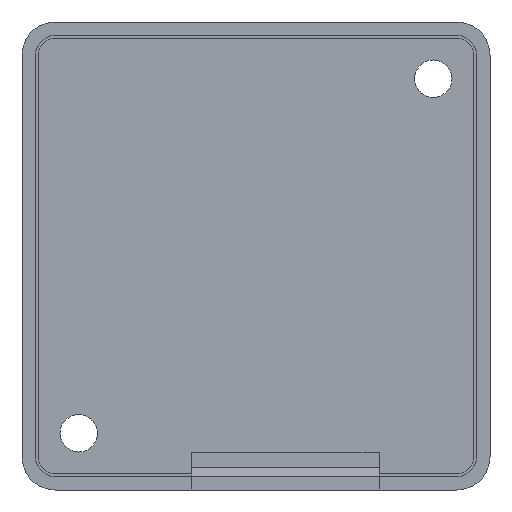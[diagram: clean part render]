
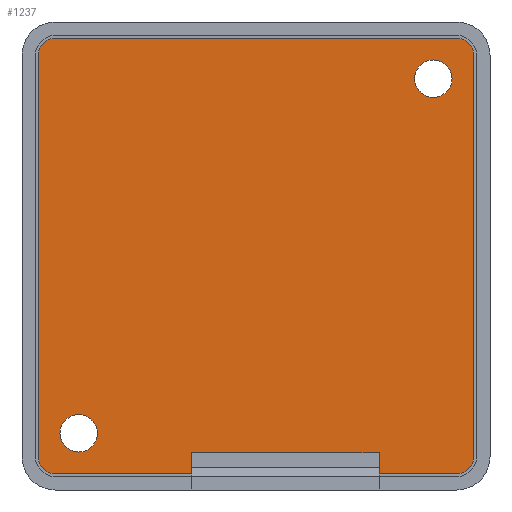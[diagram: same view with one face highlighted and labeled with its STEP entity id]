
A CAD part, front view. The second image highlights one B-rep face of the part: STEP entity #1237.
In plain terms, the highlighted planar face has unit normal (0, -1, 0).
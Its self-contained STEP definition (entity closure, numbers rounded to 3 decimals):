
#17 = FACE_BOUND ( 'NONE', #1374, .T. ) ;
#53 = DIRECTION ( 'NONE',  ( 0., -1., 0. ) ) ;
#106 = DIRECTION ( 'NONE',  ( 0., -1., 0. ) ) ;
#133 = LINE ( 'NONE', #1529, #1699 ) ;
#201 = DIRECTION ( 'NONE',  ( 0., 0., -1. ) ) ;
#234 = ORIENTED_EDGE ( 'NONE', *, *, #2723, .T. ) ;
#240 = AXIS2_PLACEMENT_3D ( 'NONE', #2843, #1404, #1763 ) ;
#300 = VECTOR ( 'NONE', #303, 1000. ) ;
#303 = DIRECTION ( 'NONE',  ( 0., 0., -1. ) ) ;
#357 = EDGE_CURVE ( 'NONE', #2319, #2304, #955, .T. ) ;
#424 = VERTEX_POINT ( 'NONE', #3158 ) ;
#437 = CARTESIAN_POINT ( 'NONE',  ( -13.258, 0., -11.858 ) ) ;
#439 = EDGE_LOOP ( 'NONE', ( #2313, #3696 ) ) ;
#472 = VECTOR ( 'NONE', #709, 1000. ) ;
#603 = CIRCLE ( 'NONE', #4162, 1.4 ) ;
#609 = VECTOR ( 'NONE', #780, 1000. ) ;
#610 = EDGE_CURVE ( 'NONE', #923, #2527, #133, .T. ) ;
#614 = EDGE_CURVE ( 'NONE', #2319, #1627, #751, .T. ) ;
#642 = ORIENTED_EDGE ( 'NONE', *, *, #815, .T. ) ;
#702 = CIRCLE ( 'NONE', #2224, 1.3 ) ;
#706 = DIRECTION ( 'NONE',  ( 0., 0., -1. ) ) ;
#709 = DIRECTION ( 'NONE',  ( 0., 0., -1. ) ) ;
#720 = CARTESIAN_POINT ( 'NONE',  ( 9.2, 0., -14.7 ) ) ;
#733 = CARTESIAN_POINT ( 'NONE',  ( 15., 0., 15. ) ) ;
#751 = LINE ( 'NONE', #3202, #609 ) ;
#761 = EDGE_CURVE ( 'NONE', #1627, #3187, #3977, .T. ) ;
#766 = CARTESIAN_POINT ( 'NONE',  ( 15., 0., -16.3 ) ) ;
#767 = AXIS2_PLACEMENT_3D ( 'NONE', #733, #2118, #2096 ) ;
#780 = DIRECTION ( 'NONE',  ( 0., 0., 1. ) ) ;
#815 = EDGE_CURVE ( 'NONE', #4186, #849, #3745, .T. ) ;
#849 = VERTEX_POINT ( 'NONE', #2089 ) ;
#911 = DIRECTION ( 'NONE',  ( 0., 0., -1. ) ) ;
#923 = VERTEX_POINT ( 'NONE', #1721 ) ;
#933 = CARTESIAN_POINT ( 'NONE',  ( -4.8, 0., -14.7 ) ) ;
#955 = LINE ( 'NONE', #2614, #1765 ) ;
#1080 = CARTESIAN_POINT ( 'NONE',  ( 15., 0., -15. ) ) ;
#1117 = CIRCLE ( 'NONE', #3439, 1.4 ) ;
#1119 = PLANE ( 'NONE',  #3738 ) ;
#1137 = DIRECTION ( 'NONE',  ( 1., 0., 0. ) ) ;
#1154 = CARTESIAN_POINT ( 'NONE',  ( -13.258, 0., -13.258 ) ) ;
#1155 = VERTEX_POINT ( 'NONE', #3034 ) ;
#1168 = ORIENTED_EDGE ( 'NONE', *, *, #2091, .F. ) ;
#1190 = ORIENTED_EDGE ( 'NONE', *, *, #610, .T. ) ;
#1205 = DIRECTION ( 'NONE',  ( 0., -1., 0. ) ) ;
#1237 = ADVANCED_FACE ( 'NONE', ( #4165, #17, #3525 ), #1119, .T. ) ;
#1287 = CARTESIAN_POINT ( 'NONE',  ( -4.8, 0., -16.3 ) ) ;
#1306 = CARTESIAN_POINT ( 'NONE',  ( 16.3, 0., 15. ) ) ;
#1359 = EDGE_CURVE ( 'NONE', #2598, #1155, #3316, .T. ) ;
#1371 = CARTESIAN_POINT ( 'NONE',  ( -15., 0., 15. ) ) ;
#1374 = EDGE_LOOP ( 'NONE', ( #3684, #3193 ) ) ;
#1404 = DIRECTION ( 'NONE',  ( 0., -1., 0. ) ) ;
#1436 = VERTEX_POINT ( 'NONE', #437 ) ;
#1447 = CARTESIAN_POINT ( 'NONE',  ( 13.258, 0., 13.258 ) ) ;
#1451 = CARTESIAN_POINT ( 'NONE',  ( 15., 0., 16.3 ) ) ;
#1529 = CARTESIAN_POINT ( 'NONE',  ( -15., 0., -16.3 ) ) ;
#1548 = CARTESIAN_POINT ( 'NONE',  ( 13.258, 0., 13.258 ) ) ;
#1574 = CARTESIAN_POINT ( 'NONE',  ( -13.258, 0., -13.258 ) ) ;
#1627 = VERTEX_POINT ( 'NONE', #720 ) ;
#1631 = CARTESIAN_POINT ( 'NONE',  ( -4.8, 0., -14.7 ) ) ;
#1653 = LINE ( 'NONE', #4472, #300 ) ;
#1662 = DIRECTION ( 'NONE',  ( 1., 0., 0. ) ) ;
#1699 = VECTOR ( 'NONE', #1137, 1000. ) ;
#1704 = LINE ( 'NONE', #3047, #4160 ) ;
#1721 = CARTESIAN_POINT ( 'NONE',  ( -15., 0., -16.3 ) ) ;
#1726 = VERTEX_POINT ( 'NONE', #1992 ) ;
#1747 = CARTESIAN_POINT ( 'NONE',  ( 0., 0., 0. ) ) ;
#1763 = DIRECTION ( 'NONE',  ( 1., 0., 0. ) ) ;
#1765 = VECTOR ( 'NONE', #1662, 1000. ) ;
#1817 = CARTESIAN_POINT ( 'NONE',  ( 9.2, 0., -16.3 ) ) ;
#1854 = LINE ( 'NONE', #1451, #3072 ) ;
#1876 = EDGE_CURVE ( 'NONE', #2304, #2643, #702, .T. ) ;
#1928 = DIRECTION ( 'NONE',  ( -1., 0., 0. ) ) ;
#1992 = CARTESIAN_POINT ( 'NONE',  ( 13.258, 0., 11.858 ) ) ;
#2089 = CARTESIAN_POINT ( 'NONE',  ( -16.3, 0., -15. ) ) ;
#2091 = EDGE_CURVE ( 'NONE', #3187, #2527, #1653, .T. ) ;
#2096 = DIRECTION ( 'NONE',  ( 1., 0., 0. ) ) ;
#2118 = DIRECTION ( 'NONE',  ( 0., -1., 0. ) ) ;
#2224 = AXIS2_PLACEMENT_3D ( 'NONE', #1080, #2458, #3901 ) ;
#2304 = VERTEX_POINT ( 'NONE', #766 ) ;
#2313 = ORIENTED_EDGE ( 'NONE', *, *, #4260, .F. ) ;
#2319 = VERTEX_POINT ( 'NONE', #1817 ) ;
#2346 = ORIENTED_EDGE ( 'NONE', *, *, #1876, .T. ) ;
#2414 = AXIS2_PLACEMENT_3D ( 'NONE', #1447, #53, #706 ) ;
#2458 = DIRECTION ( 'NONE',  ( 0., -1., 0. ) ) ;
#2493 = DIRECTION ( 'NONE',  ( -1., 0., 0. ) ) ;
#2499 = DIRECTION ( 'NONE',  ( 0., -1., 0. ) ) ;
#2527 = VERTEX_POINT ( 'NONE', #1287 ) ;
#2547 = ORIENTED_EDGE ( 'NONE', *, *, #761, .F. ) ;
#2572 = VECTOR ( 'NONE', #1928, 1000. ) ;
#2574 = VERTEX_POINT ( 'NONE', #3010 ) ;
#2598 = VERTEX_POINT ( 'NONE', #1306 ) ;
#2605 = EDGE_CURVE ( 'NONE', #3449, #4186, #3354, .T. ) ;
#2614 = CARTESIAN_POINT ( 'NONE',  ( -15., 0., -16.3 ) ) ;
#2643 = VERTEX_POINT ( 'NONE', #3252 ) ;
#2668 = DIRECTION ( 'NONE',  ( 1., 0., 0. ) ) ;
#2690 = ORIENTED_EDGE ( 'NONE', *, *, #3760, .T. ) ;
#2723 = EDGE_CURVE ( 'NONE', #1155, #3449, #1854, .T. ) ;
#2780 = EDGE_CURVE ( 'NONE', #1436, #2574, #3370, .T. ) ;
#2789 = CIRCLE ( 'NONE', #2414, 1.4 ) ;
#2842 = EDGE_CURVE ( 'NONE', #1726, #424, #603, .T. ) ;
#2843 = CARTESIAN_POINT ( 'NONE',  ( -15., 0., -15. ) ) ;
#2953 = ORIENTED_EDGE ( 'NONE', *, *, #614, .F. ) ;
#3002 = AXIS2_PLACEMENT_3D ( 'NONE', #1574, #1205, #911 ) ;
#3010 = CARTESIAN_POINT ( 'NONE',  ( -13.258, 0., -14.658 ) ) ;
#3032 = EDGE_CURVE ( 'NONE', #2574, #1436, #1117, .T. ) ;
#3034 = CARTESIAN_POINT ( 'NONE',  ( 15., 0., 16.3 ) ) ;
#3047 = CARTESIAN_POINT ( 'NONE',  ( 16.3, 0., -15. ) ) ;
#3059 = CARTESIAN_POINT ( 'NONE',  ( -15., 0., 16.3 ) ) ;
#3072 = VECTOR ( 'NONE', #2493, 1000. ) ;
#3104 = EDGE_LOOP ( 'NONE', ( #1168, #2547, #2953, #3629, #2346, #2690, #3604, #234, #3265, #642, #3846, #1190 ) ) ;
#3158 = CARTESIAN_POINT ( 'NONE',  ( 13.258, 0., 14.658 ) ) ;
#3187 = VERTEX_POINT ( 'NONE', #1631 ) ;
#3193 = ORIENTED_EDGE ( 'NONE', *, *, #3032, .F. ) ;
#3202 = CARTESIAN_POINT ( 'NONE',  ( 9.2, 0., -14.7 ) ) ;
#3252 = CARTESIAN_POINT ( 'NONE',  ( 16.3, 0., -15. ) ) ;
#3265 = ORIENTED_EDGE ( 'NONE', *, *, #2605, .T. ) ;
#3316 = CIRCLE ( 'NONE', #767, 1.3 ) ;
#3328 = DIRECTION ( 'NONE',  ( 0., -1., 0. ) ) ;
#3354 = CIRCLE ( 'NONE', #3929, 1.3 ) ;
#3370 = CIRCLE ( 'NONE', #3002, 1.4 ) ;
#3415 = DIRECTION ( 'NONE',  ( 0., -1., 0. ) ) ;
#3439 = AXIS2_PLACEMENT_3D ( 'NONE', #1154, #106, #3923 ) ;
#3449 = VERTEX_POINT ( 'NONE', #3059 ) ;
#3525 = FACE_BOUND ( 'NONE', #439, .T. ) ;
#3604 = ORIENTED_EDGE ( 'NONE', *, *, #1359, .T. ) ;
#3629 = ORIENTED_EDGE ( 'NONE', *, *, #357, .T. ) ;
#3684 = ORIENTED_EDGE ( 'NONE', *, *, #2780, .F. ) ;
#3696 = ORIENTED_EDGE ( 'NONE', *, *, #2842, .F. ) ;
#3738 = AXIS2_PLACEMENT_3D ( 'NONE', #1747, #2499, #3867 ) ;
#3745 = LINE ( 'NONE', #4481, #472 ) ;
#3760 = EDGE_CURVE ( 'NONE', #2643, #2598, #1704, .T. ) ;
#3809 = EDGE_CURVE ( 'NONE', #849, #923, #4084, .T. ) ;
#3846 = ORIENTED_EDGE ( 'NONE', *, *, #3809, .T. ) ;
#3867 = DIRECTION ( 'NONE',  ( 0., 0., -1. ) ) ;
#3901 = DIRECTION ( 'NONE',  ( 1., 0., 0. ) ) ;
#3923 = DIRECTION ( 'NONE',  ( 0., 0., -1. ) ) ;
#3929 = AXIS2_PLACEMENT_3D ( 'NONE', #1371, #3415, #2668 ) ;
#3977 = LINE ( 'NONE', #933, #2572 ) ;
#4084 = CIRCLE ( 'NONE', #240, 1.3 ) ;
#4160 = VECTOR ( 'NONE', #4483, 1000. ) ;
#4162 = AXIS2_PLACEMENT_3D ( 'NONE', #1548, #3328, #201 ) ;
#4165 = FACE_OUTER_BOUND ( 'NONE', #3104, .T. ) ;
#4186 = VERTEX_POINT ( 'NONE', #4411 ) ;
#4260 = EDGE_CURVE ( 'NONE', #424, #1726, #2789, .T. ) ;
#4411 = CARTESIAN_POINT ( 'NONE',  ( -16.3, 0., 15. ) ) ;
#4472 = CARTESIAN_POINT ( 'NONE',  ( -4.8, 0., -14.7 ) ) ;
#4481 = CARTESIAN_POINT ( 'NONE',  ( -16.3, 0., 15. ) ) ;
#4483 = DIRECTION ( 'NONE',  ( 0., 0., 1. ) ) ;
